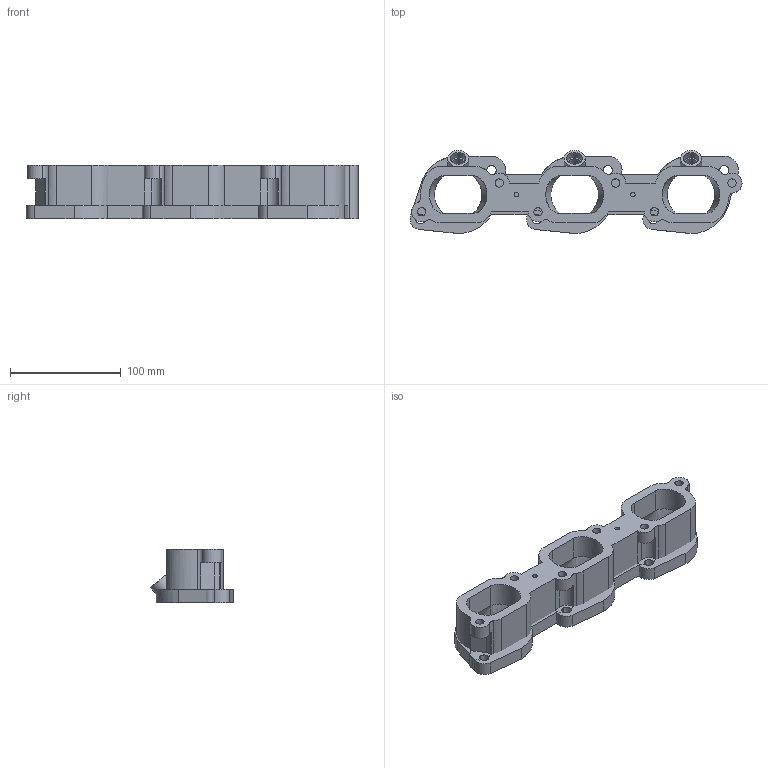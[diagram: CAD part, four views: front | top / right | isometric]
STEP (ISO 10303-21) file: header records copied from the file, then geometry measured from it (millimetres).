
FILE_DESCRIPTION (( 'STEP AP214' ), '1' );
FILE_NAME ('Cale cullase ITB usinage 4-6 V4.STEP', '2022-08-10T15:07:08', ( '' ), ( '' ), 'SwSTEP 2.0', 'SolidWorks 2021', '' );
FILE_SCHEMA (( 'AUTOMOTIVE_DESIGN' ));
Length unit declared in the file: millimetre
Products named in the file (3): Cale culasse V4 1-3_Cale 4-6; Cale ITB usinage 4-6 V4; Cale cullase ITB usinage 4-6 V4
Assembly tree (2 placements, depth 2):
  Cale cullase ITB usinage 4-6 V4
    Cale ITB usinage 4-6 V4
    Cale culasse V4 1-3_Cale 4-6
Bounding box: 299.48 x 74.93 x 48 mm (x, y, z)
Volume: 474843.7 mm3; surface area: 115783.3 mm2
Topology: 2 solids, 8 shells, 253 faces, 711 edges, 464 vertices
Faces by surface type: cylinder 128, plane 83, bspline 42
Entity records: 10440 total; most frequent: CARTESIAN_POINT 4073, ORIENTED_EDGE 1422, DIRECTION 1226, EDGE_CURVE 711, AXIS2_PLACEMENT_3D 470, VERTEX_POINT 464, EDGE_LOOP 291, LINE 286
